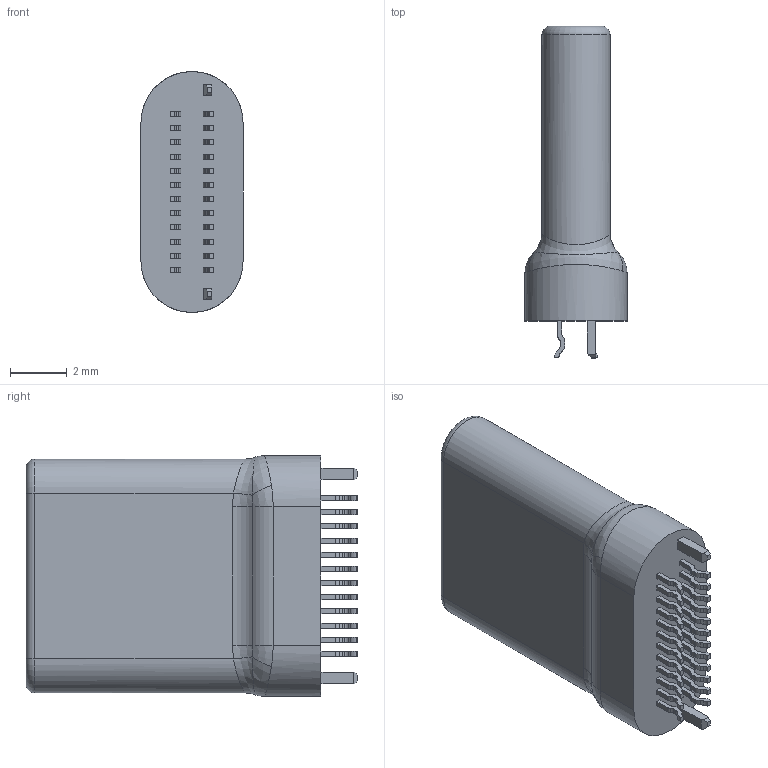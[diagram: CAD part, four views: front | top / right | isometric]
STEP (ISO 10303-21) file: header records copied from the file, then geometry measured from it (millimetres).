
FILE_DESCRIPTION((''),'2;1');
FILE_NAME('USBC015-A-M24S1BY_AFTER','2019-03-20T',('Administrator'),(''),'PRO/ENGINEER BY PARAMETRIC TECHNOLOGY CORPORATION, 2012090','PRO/ENGINEER BY PARAMETRIC TECHNOLOGY CORPORATION, 2012090','');
FILE_SCHEMA(('CONFIG_CONTROL_DESIGN'));
Length unit declared in the file: millimetre
Products named in the file (1): USBC015-A-M24S1BY_AFTER
Bounding box: 3.6 x 11.7 x 8.5 mm (x, y, z)
Volume: 185.3 mm3; surface area: 345.7 mm2
Topology: 1 solids, 1 shells, 525 faces, 1456 edges, 960 vertices
Faces by surface type: plane 301, cylinder 206, bspline 12, cone 4, torus 2
Entity records: 17711 total; most frequent: CARTESIAN_POINT 3918, ORIENTED_EDGE 2912, DIRECTION 2878, EDGE_CURVE 1456, VECTOR 1008, LINE 1008, VERTEX_POINT 960, AXIS2_PLACEMENT_3D 935
